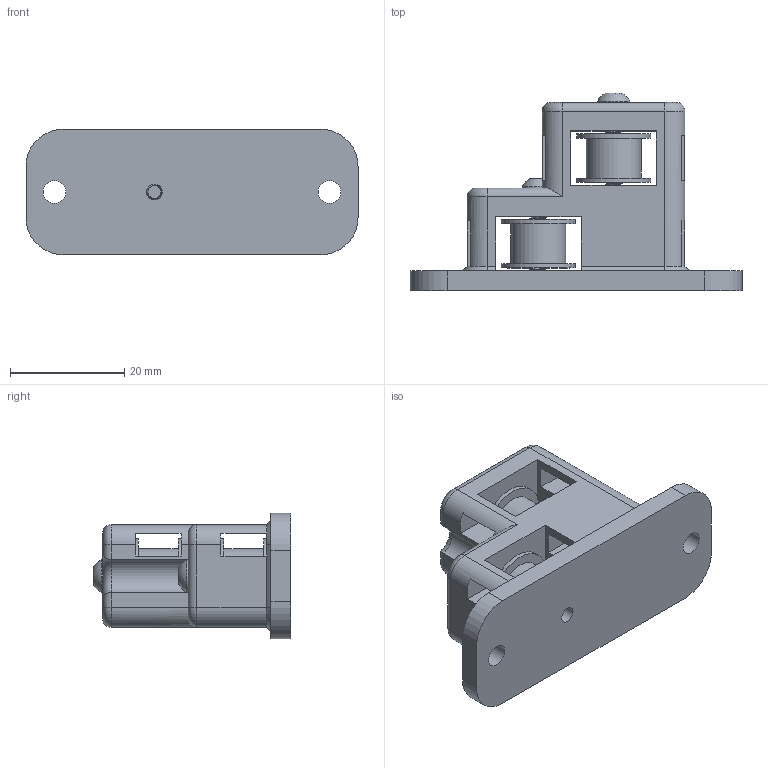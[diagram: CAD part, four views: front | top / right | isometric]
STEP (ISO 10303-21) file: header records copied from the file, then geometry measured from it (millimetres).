
FILE_DESCRIPTION(/* description */ (''),/* implementation_level */ '2;1');
FILE_NAME(/* name */ 'Belt_Hub v14.step',/* time_stamp */ '2019-09-13T16:54:03+02:00',/* author */ (''),/* organization */ (''),/* preprocessor_version */ 'ST-DEVELOPER v18',/* originating_system */ 'Autodesk Translation Framework v8.6.0.1094',/* authorisation */ '');
FILE_SCHEMA (('AUTOMOTIVE_DESIGN { 1 0 10303 214 3 1 1 }'));
Length unit declared in the file: millimetre
Products named in the file (7): Belt_Hub; Idler; Idler_1; 1021795-IDLER PULLEY; 1021795-693-2Z BEARING, 8 mm OD, 3 mm ID, 4 mm WIDTH_DEFAULT; M3x16; M3x20
Assembly tree (10 placements, depth 3):
  Belt_Hub
    Idler
      1021795-IDLER PULLEY
      1021795-693-2Z BEARING, 8 mm OD, 3 mm ID, 4 mm WIDTH_DEFAULT  x2
    Idler_1
      1021795-IDLER PULLEY
      1021795-693-2Z BEARING, 8 mm OD, 3 mm ID, 4 mm WIDTH_DEFAULT  x2
    M3x16
    M3x20
Bounding box: 58.2 x 34.65 x 22 mm (x, y, z)
Volume: 15652.4 mm3; surface area: 12314.6 mm2
Topology: 69 solids, 69 shells, 436 faces, 1188 edges, 805 vertices
Faces by surface type: cylinder 225, plane 108, sphere 50, cone 34, torus 15, bspline 4
Full cylindrical faces by diameter (mm): 2.35 x72, 2.8 x2, 3 x72, 3.2 x2, 4 x4, 5.148 x16, 5.7 x2, 5.852 x16, 8 x8, 9.6 x2, 13 x4
Entity records: 19833 total; most frequent: CARTESIAN_POINT 12234, ORIENTED_EDGE 1682, DIRECTION 1364, EDGE_CURVE 841, VERTEX_POINT 572, AXIS2_PLACEMENT_3D 512, EDGE_LOOP 355, LINE 340
